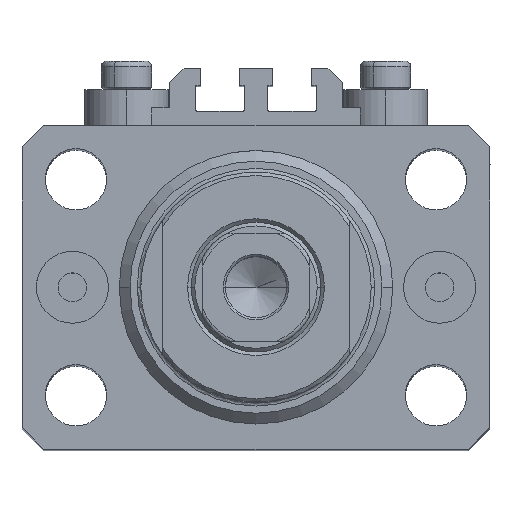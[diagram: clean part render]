
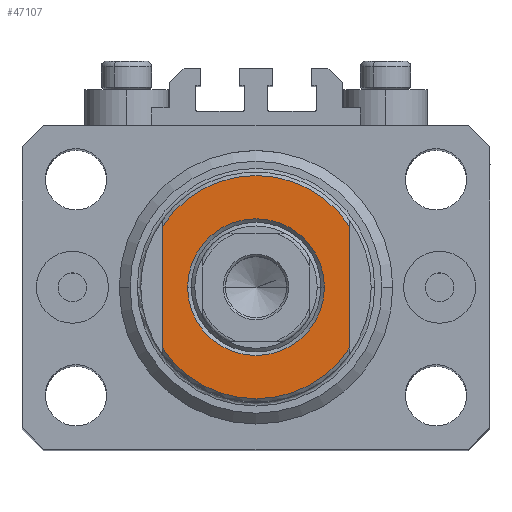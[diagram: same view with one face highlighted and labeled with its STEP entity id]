
A CAD part, top view. The second image highlights one B-rep face of the part: STEP entity #47107.
In plain terms, the highlighted face is planar.
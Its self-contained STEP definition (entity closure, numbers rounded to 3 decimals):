
#445 = CARTESIAN_POINT ( 'NONE',  ( 13., 8.441, -6.5 ) ) ;
#672 = CIRCLE ( 'NONE', #35743, 15.5 ) ;
#1504 = CIRCLE ( 'NONE', #34266, 9.5 ) ;
#2692 = ORIENTED_EDGE ( 'NONE', *, *, #42942, .T. ) ;
#4301 = CIRCLE ( 'NONE', #29427, 15.5 ) ;
#4800 = CARTESIAN_POINT ( 'NONE',  ( -9.5, 0., -6.5 ) ) ;
#4819 = CARTESIAN_POINT ( 'NONE',  ( -13., -8.441, -6.5 ) ) ;
#4848 = EDGE_CURVE ( 'NONE', #20989, #23313, #4301, .T. ) ;
#6017 = AXIS2_PLACEMENT_3D ( 'NONE', #42450, #27650, #24307 ) ;
#8045 = ORIENTED_EDGE ( 'NONE', *, *, #4848, .T. ) ;
#10953 = CARTESIAN_POINT ( 'NONE',  ( 0., 0., -6.5 ) ) ;
#11196 = DIRECTION ( 'NONE',  ( -1., 0., 0. ) ) ;
#11861 = ORIENTED_EDGE ( 'NONE', *, *, #30861, .F. ) ;
#11920 = EDGE_LOOP ( 'NONE', ( #35039, #2692, #8045, #11861 ) ) ;
#13386 = VECTOR ( 'NONE', #46041, 1000. ) ;
#14340 = VECTOR ( 'NONE', #31417, 1000. ) ;
#15191 = VERTEX_POINT ( 'NONE', #445 ) ;
#16377 = CARTESIAN_POINT ( 'NONE',  ( 0., 0., -6.5 ) ) ;
#19711 = CARTESIAN_POINT ( 'NONE',  ( 13., -43.081, -6.5 ) ) ;
#20102 = VERTEX_POINT ( 'NONE', #4800 ) ;
#20333 = EDGE_LOOP ( 'NONE', ( #32787, #35249 ) ) ;
#20729 = LINE ( 'NONE', #35291, #13386 ) ;
#20989 = VERTEX_POINT ( 'NONE', #44132 ) ;
#21197 = DIRECTION ( 'NONE',  ( 0., 0., -1. ) ) ;
#21828 = CARTESIAN_POINT ( 'NONE',  ( 0., 0., -6.5 ) ) ;
#23313 = VERTEX_POINT ( 'NONE', #4819 ) ;
#24307 = DIRECTION ( 'NONE',  ( -1., 0., 0. ) ) ;
#26561 = CIRCLE ( 'NONE', #6017, 9.5 ) ;
#27349 = LINE ( 'NONE', #19711, #14340 ) ;
#27650 = DIRECTION ( 'NONE',  ( 0., 0., 1. ) ) ;
#28843 = FACE_OUTER_BOUND ( 'NONE', #11920, .T. ) ;
#29305 = DIRECTION ( 'NONE',  ( 0., 0., -1. ) ) ;
#29427 = AXIS2_PLACEMENT_3D ( 'NONE', #16377, #45041, #30951 ) ;
#29545 = PLANE ( 'NONE',  #42555 ) ;
#30861 = EDGE_CURVE ( 'NONE', #40592, #23313, #20729, .T. ) ;
#30951 = DIRECTION ( 'NONE',  ( -1., 0., 0. ) ) ;
#31417 = DIRECTION ( 'NONE',  ( 0., -1., 0. ) ) ;
#32598 = DIRECTION ( 'NONE',  ( -1., 0., 0. ) ) ;
#32663 = CARTESIAN_POINT ( 'NONE',  ( 0., 0., -6.5 ) ) ;
#32787 = ORIENTED_EDGE ( 'NONE', *, *, #43833, .T. ) ;
#34266 = AXIS2_PLACEMENT_3D ( 'NONE', #21828, #43575, #32598 ) ;
#35039 = ORIENTED_EDGE ( 'NONE', *, *, #44734, .T. ) ;
#35249 = ORIENTED_EDGE ( 'NONE', *, *, #46441, .T. ) ;
#35291 = CARTESIAN_POINT ( 'NONE',  ( -13., -43.081, -6.5 ) ) ;
#35743 = AXIS2_PLACEMENT_3D ( 'NONE', #10953, #29305, #47216 ) ;
#36243 = FACE_BOUND ( 'NONE', #20333, .T. ) ;
#37291 = CARTESIAN_POINT ( 'NONE',  ( -13., 8.441, -6.5 ) ) ;
#40592 = VERTEX_POINT ( 'NONE', #37291 ) ;
#42049 = VERTEX_POINT ( 'NONE', #43872 ) ;
#42450 = CARTESIAN_POINT ( 'NONE',  ( 0., 0., -6.5 ) ) ;
#42555 = AXIS2_PLACEMENT_3D ( 'NONE', #32663, #21197, #11196 ) ;
#42942 = EDGE_CURVE ( 'NONE', #15191, #20989, #27349, .T. ) ;
#43575 = DIRECTION ( 'NONE',  ( 0., 0., 1. ) ) ;
#43833 = EDGE_CURVE ( 'NONE', #20102, #42049, #26561, .T. ) ;
#43872 = CARTESIAN_POINT ( 'NONE',  ( 9.5, 0., -6.5 ) ) ;
#44132 = CARTESIAN_POINT ( 'NONE',  ( 13., -8.441, -6.5 ) ) ;
#44734 = EDGE_CURVE ( 'NONE', #40592, #15191, #672, .T. ) ;
#45041 = DIRECTION ( 'NONE',  ( 0., 0., -1. ) ) ;
#46041 = DIRECTION ( 'NONE',  ( 0., -1., 0. ) ) ;
#46441 = EDGE_CURVE ( 'NONE', #42049, #20102, #1504, .T. ) ;
#47107 = ADVANCED_FACE ( 'NONE', ( #36243, #28843 ), #29545, .T. ) ;
#47216 = DIRECTION ( 'NONE',  ( -1., 0., 0. ) ) ;
